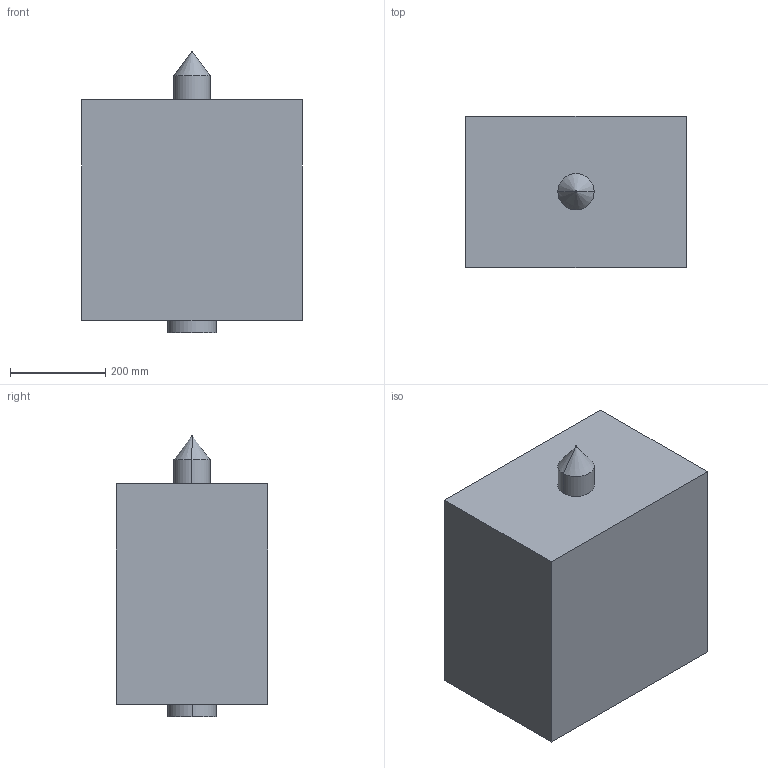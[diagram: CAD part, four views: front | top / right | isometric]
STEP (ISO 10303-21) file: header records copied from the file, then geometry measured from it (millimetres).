
FILE_DESCRIPTION (( 'STEP AP214' ), '1' );
FILE_NAME ('Drying Chamber - Copy.STEP', '2023-10-10T19:23:49', ( '' ), ( '' ), 'SwSTEP 2.0', 'SolidWorks 2023', '' );
FILE_SCHEMA (( 'AUTOMOTIVE_DESIGN' ));
Length unit declared in the file: inch
Products named in the file (1): Drying Chamber - Copy
Bounding box: 463.55 x 317.5 x 590.55 mm (x, y, z)
Volume: 68738782.3 mm3; surface area: 1041790.1 mm2
Topology: 1 solids, 1 shells, 16 faces, 32 edges, 20 vertices
Faces by surface type: plane 8, cylinder 6, cone 2
Entity records: 443 total; most frequent: DIRECTION 78, CARTESIAN_POINT 69, ORIENTED_EDGE 64, EDGE_CURVE 32, AXIS2_PLACEMENT_3D 29, VECTOR 20, LINE 20, VERTEX_POINT 20
